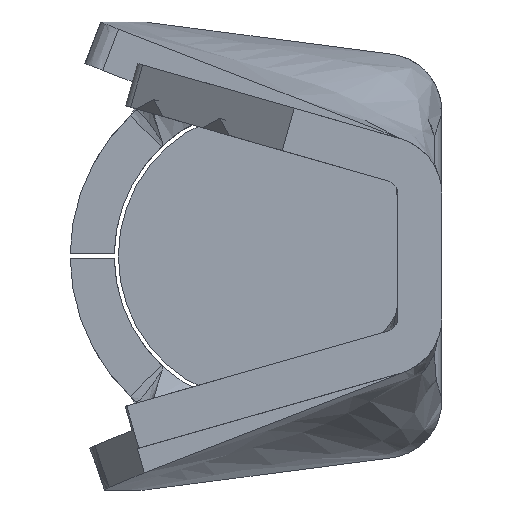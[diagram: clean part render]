
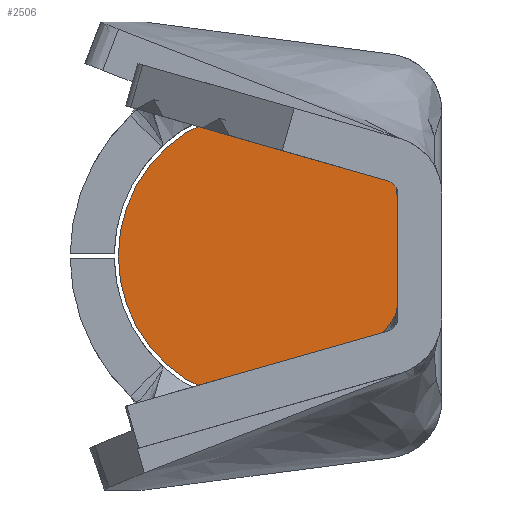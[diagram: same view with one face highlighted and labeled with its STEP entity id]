
A CAD part, left-side view. The second image highlights one B-rep face of the part: STEP entity #2506.
In plain terms, the highlighted planar face has unit normal (-1, 0, 0).
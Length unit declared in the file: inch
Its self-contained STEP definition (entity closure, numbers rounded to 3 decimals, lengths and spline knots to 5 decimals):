
#152 = DIRECTION ( 'NONE',  ( 0., -0.998, -0.066 ) ) ;
#244 = ORIENTED_EDGE ( 'NONE', *, *, #5437, .T. ) ;
#402 = VECTOR ( 'NONE', #152, 39.37008 ) ;
#554 = LINE ( 'NONE', #5049, #402 ) ;
#605 = AXIS2_PLACEMENT_3D ( 'NONE', #1037, #2521, #5928 ) ;
#608 = VERTEX_POINT ( 'NONE', #3784 ) ;
#641 = LINE ( 'NONE', #2809, #3106 ) ;
#835 = ORIENTED_EDGE ( 'NONE', *, *, #3182, .F. ) ;
#897 = CARTESIAN_POINT ( 'NONE',  ( -0.312, 0.00282, -0.057 ) ) ;
#948 = CARTESIAN_POINT ( 'NONE',  ( -0.312, 0.0485, 0. ) ) ;
#995 = CARTESIAN_POINT ( 'NONE',  ( -0.312, 0.00523, -0.05599 ) ) ;
#1037 = CARTESIAN_POINT ( 'NONE',  ( -0.312, 0.005, 0.0525 ) ) ;
#1206 = LINE ( 'NONE', #1623, #2348 ) ;
#1219 = VECTOR ( 'NONE', #1828, 39.37008 ) ;
#1226 = VERTEX_POINT ( 'NONE', #1494 ) ;
#1284 = CARTESIAN_POINT ( 'NONE',  ( -0.312, 0.00282, 0.057 ) ) ;
#1331 = CARTESIAN_POINT ( 'NONE',  ( -0.312, 0.00523, 0.05599 ) ) ;
#1453 = DIRECTION ( 'NONE',  ( 0., 0., 1. ) ) ;
#1494 = CARTESIAN_POINT ( 'NONE',  ( -0.312, 0.00209, 0.0561 ) ) ;
#1503 = FACE_OUTER_BOUND ( 'NONE', #3683, .T. ) ;
#1507 = EDGE_CURVE ( 'NONE', #5968, #1226, #1900, .T. ) ;
#1623 = CARTESIAN_POINT ( 'NONE',  ( -0.312, 0.004, 0.057 ) ) ;
#1700 = DIRECTION ( 'NONE',  ( -1., 0., 0. ) ) ;
#1758 = CARTESIAN_POINT ( 'NONE',  ( -0.312, 0.00282, -0.057 ) ) ;
#1777 = CARTESIAN_POINT ( 'NONE',  ( -0.312, 0.00209, 0.00878 ) ) ;
#1823 = ORIENTED_EDGE ( 'NONE', *, *, #5926, .F. ) ;
#1828 = DIRECTION ( 'NONE',  ( 0., 0., 1. ) ) ;
#1839 = VERTEX_POINT ( 'NONE', #995 ) ;
#1900 = CIRCLE ( 'NONE', #3615, 0.04732 ) ;
#1951 = ORIENTED_EDGE ( 'NONE', *, *, #2645, .F. ) ;
#2102 = EDGE_CURVE ( 'NONE', #608, #3393, #3955, .T. ) ;
#2203 = VECTOR ( 'NONE', #3360, 39.37008 ) ;
#2229 = EDGE_CURVE ( 'NONE', #5507, #608, #5939, .T. ) ;
#2250 = CIRCLE ( 'NONE', #5779, 0.04732 ) ;
#2265 = DIRECTION ( 'NONE',  ( 0., 0., -1. ) ) ;
#2348 = VECTOR ( 'NONE', #5528, 39.37008 ) ;
#2506 = ADVANCED_FACE ( 'NONE', ( #1503 ), #5441, .F. ) ;
#2521 = DIRECTION ( 'NONE',  ( 1., 0., 0. ) ) ;
#2645 = EDGE_CURVE ( 'NONE', #5247, #3393, #1206, .T. ) ;
#2721 = CIRCLE ( 'NONE', #4725, 0.04732 ) ;
#2800 = DIRECTION ( 'NONE',  ( -1., 0., 0. ) ) ;
#2809 = CARTESIAN_POINT ( 'NONE',  ( -0.312, 0.00523, 0.05599 ) ) ;
#2837 = CARTESIAN_POINT ( 'NONE',  ( -0.312, 0., 0.057 ) ) ;
#2864 = CARTESIAN_POINT ( 'NONE',  ( -0.312, 0.004, -0.057 ) ) ;
#2869 = ORIENTED_EDGE ( 'NONE', *, *, #6049, .T. ) ;
#3106 = VECTOR ( 'NONE', #3794, 39.37008 ) ;
#3156 = CARTESIAN_POINT ( 'NONE',  ( -0.312, 0.00282, 0.057 ) ) ;
#3182 = EDGE_CURVE ( 'NONE', #5968, #5247, #3627, .T. ) ;
#3199 = VERTEX_POINT ( 'NONE', #4693 ) ;
#3232 = CARTESIAN_POINT ( 'NONE',  ( -0.312, 0.00152, 0.05609 ) ) ;
#3239 = CARTESIAN_POINT ( 'NONE',  ( -0.312, 0.00152, -0.05609 ) ) ;
#3360 = DIRECTION ( 'NONE',  ( 0., -1., 0. ) ) ;
#3393 = VERTEX_POINT ( 'NONE', #2837 ) ;
#3458 = CARTESIAN_POINT ( 'NONE',  ( -0.312, 0.05201, 0.05288 ) ) ;
#3612 = ORIENTED_EDGE ( 'NONE', *, *, #5645, .T. ) ;
#3615 = AXIS2_PLACEMENT_3D ( 'NONE', #1777, #5195, #2265 ) ;
#3627 = B_SPLINE_CURVE_WITH_KNOTS ( 'NONE', 3,
 ( #3232, #3720, #4210, #1284 ),
 .UNSPECIFIED., .F., .F.,
 ( 4, 4 ),
 ( 0., 0.38072 ),
 .UNSPECIFIED. ) ;
#3639 = B_SPLINE_CURVE_WITH_KNOTS ( 'NONE', 3,
 ( #1758, #4681, #6145, #3239 ),
 .UNSPECIFIED., .F., .F.,
 ( 4, 4 ),
 ( 0.61928, 1. ),
 .UNSPECIFIED. ) ;
#3644 = CIRCLE ( 'NONE', #4601, 0.053 ) ;
#3683 = EDGE_LOOP ( 'NONE', ( #5856, #3755, #1951, #835, #6192, #6060, #244, #3612, #5827, #2869, #1823 ) ) ;
#3720 = CARTESIAN_POINT ( 'NONE',  ( -0.312, 0.0019, 0.05646 ) ) ;
#3755 = ORIENTED_EDGE ( 'NONE', *, *, #2102, .T. ) ;
#3784 = CARTESIAN_POINT ( 'NONE',  ( -0.312, 0., -0.057 ) ) ;
#3794 = DIRECTION ( 'NONE',  ( 0., 0.998, -0.066 ) ) ;
#3799 = VERTEX_POINT ( 'NONE', #1331 ) ;
#3955 = LINE ( 'NONE', #4261, #1219 ) ;
#4210 = CARTESIAN_POINT ( 'NONE',  ( -0.312, 0.00234, 0.05677 ) ) ;
#4234 = CARTESIAN_POINT ( 'NONE',  ( -0.312, 0.00152, 0.05609 ) ) ;
#4261 = CARTESIAN_POINT ( 'NONE',  ( -0.312, 0., -0.057 ) ) ;
#4298 = CARTESIAN_POINT ( 'NONE',  ( -0.312, 0.05201, -0.05288 ) ) ;
#4376 = DIRECTION ( 'NONE',  ( -1., 0., 0. ) ) ;
#4601 = AXIS2_PLACEMENT_3D ( 'NONE', #948, #4376, #1453 ) ;
#4618 = CARTESIAN_POINT ( 'NONE',  ( -0.312, 0.00209, 0.00878 ) ) ;
#4681 = CARTESIAN_POINT ( 'NONE',  ( -0.312, 0.00234, -0.05677 ) ) ;
#4693 = CARTESIAN_POINT ( 'NONE',  ( -0.312, 0.00152, -0.05609 ) ) ;
#4725 = AXIS2_PLACEMENT_3D ( 'NONE', #4618, #1700, #5122 ) ;
#5049 = CARTESIAN_POINT ( 'NONE',  ( -0.312, 0.00523, -0.05599 ) ) ;
#5122 = DIRECTION ( 'NONE',  ( 0., 0., -1. ) ) ;
#5195 = DIRECTION ( 'NONE',  ( -1., 0., 0. ) ) ;
#5240 = EDGE_CURVE ( 'NONE', #1226, #3799, #2721, .T. ) ;
#5247 = VERTEX_POINT ( 'NONE', #3156 ) ;
#5437 = EDGE_CURVE ( 'NONE', #3799, #5793, #641, .T. ) ;
#5441 = PLANE ( 'NONE',  #605 ) ;
#5507 = VERTEX_POINT ( 'NONE', #897 ) ;
#5528 = DIRECTION ( 'NONE',  ( 0., -1., 0. ) ) ;
#5645 = EDGE_CURVE ( 'NONE', #5793, #6162, #3644, .T. ) ;
#5721 = CARTESIAN_POINT ( 'NONE',  ( -0.312, 0.00209, -0.00878 ) ) ;
#5779 = AXIS2_PLACEMENT_3D ( 'NONE', #5721, #2800, #6207 ) ;
#5793 = VERTEX_POINT ( 'NONE', #3458 ) ;
#5827 = ORIENTED_EDGE ( 'NONE', *, *, #5835, .T. ) ;
#5835 = EDGE_CURVE ( 'NONE', #6162, #1839, #554, .T. ) ;
#5856 = ORIENTED_EDGE ( 'NONE', *, *, #2229, .T. ) ;
#5926 = EDGE_CURVE ( 'NONE', #5507, #3199, #3639, .T. ) ;
#5928 = DIRECTION ( 'NONE',  ( 0., 0., -1. ) ) ;
#5939 = LINE ( 'NONE', #2864, #2203 ) ;
#5968 = VERTEX_POINT ( 'NONE', #4234 ) ;
#6049 = EDGE_CURVE ( 'NONE', #1839, #3199, #2250, .T. ) ;
#6060 = ORIENTED_EDGE ( 'NONE', *, *, #5240, .T. ) ;
#6145 = CARTESIAN_POINT ( 'NONE',  ( -0.312, 0.0019, -0.05646 ) ) ;
#6162 = VERTEX_POINT ( 'NONE', #4298 ) ;
#6192 = ORIENTED_EDGE ( 'NONE', *, *, #1507, .T. ) ;
#6207 = DIRECTION ( 'NONE',  ( 0., 0., 1. ) ) ;
